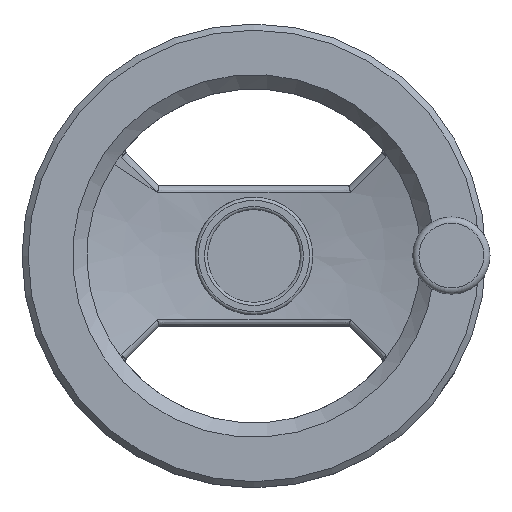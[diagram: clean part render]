
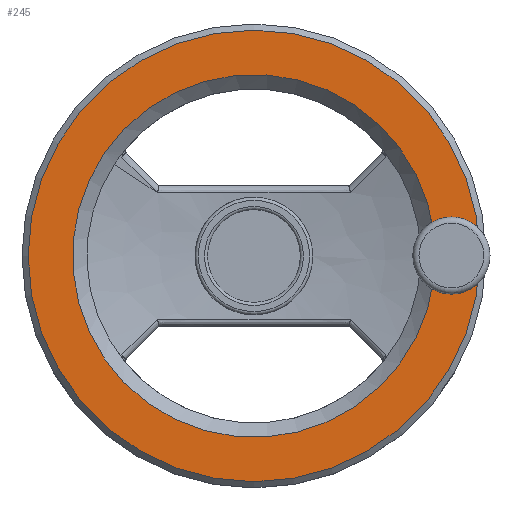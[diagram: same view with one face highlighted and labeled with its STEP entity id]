
A CAD part, top view. The second image highlights one B-rep face of the part: STEP entity #245.
In plain terms, the highlighted planar face has unit normal (0, 0, 1).
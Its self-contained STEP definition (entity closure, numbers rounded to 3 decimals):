
#245 = ADVANCED_FACE( '', ( #569, #570, #571 ), #572, .F. );
#569 = FACE_BOUND( '', #1800, .T. );
#570 = FACE_OUTER_BOUND( '', #1801, .T. );
#571 = FACE_BOUND( '', #1802, .T. );
#572 = PLANE( '', #1803 );
#1800 = EDGE_LOOP( '', ( #4017, #4018, #4019, #4020 ) );
#1801 = EDGE_LOOP( '', ( #4021 ) );
#1802 = EDGE_LOOP( '', ( #4022, #4023 ) );
#1803 = AXIS2_PLACEMENT_3D( '', #4024, #4025, #4026 );
#4017 = ORIENTED_EDGE( '', *, *, #4718, .T. );
#4018 = ORIENTED_EDGE( '', *, *, #4719, .T. );
#4019 = ORIENTED_EDGE( '', *, *, #4635, .T. );
#4020 = ORIENTED_EDGE( '', *, *, #4720, .T. );
#4021 = ORIENTED_EDGE( '', *, *, #4721, .T. );
#4022 = ORIENTED_EDGE( '', *, *, #4722, .F. );
#4023 = ORIENTED_EDGE( '', *, *, #4723, .T. );
#4024 = CARTESIAN_POINT( '', ( 0., 75., 33. ) );
#4025 = DIRECTION( '', ( 0., 0., -1. ) );
#4026 = DIRECTION( '', ( -1., 0., 0. ) );
#4635 = EDGE_CURVE( '', #5046, #5048, #5050, .T. );
#4718 = EDGE_CURVE( '', #5170, #5171, #5172, .T. );
#4719 = EDGE_CURVE( '', #5171, #5046, #5173, .T. );
#4720 = EDGE_CURVE( '', #5048, #5170, #5174, .T. );
#4721 = EDGE_CURVE( '', #5175, #5175, #5176, .F. );
#4722 = EDGE_CURVE( '', #5177, #5178, #5179, .T. );
#4723 = EDGE_CURVE( '', #5177, #5178, #5180, .F. );
#5046 = VERTEX_POINT( '', #6391 );
#5048 = VERTEX_POINT( '', #6396 );
#5050 = CIRCLE( '', #6401, 8.8 );
#5170 = VERTEX_POINT( '', #6858 );
#5171 = VERTEX_POINT( '', #6859 );
#5172 = CIRCLE( '', #6860, 8.8 );
#5173 = LINE( '', #6861, #6862 );
#5174 = LINE( '', #6863, #6864 );
#5175 = VERTEX_POINT( '', #6865 );
#5176 = CIRCLE( '', #6866, 73. );
#5177 = VERTEX_POINT( '', #6867 );
#5178 = VERTEX_POINT( '', #6868 );
#5179 = CIRCLE( '', #6869, 58.65 );
#5180 = CIRCLE( '', #6870, 9. );
#6391 = CARTESIAN_POINT( '', ( 61.762, -8.551, 33. ) );
#6396 = CARTESIAN_POINT( '', ( 55.856, 3.7, 33. ) );
#6401 = AXIS2_PLACEMENT_3D( '', #7802, #7803, #7804 );
#6858 = CARTESIAN_POINT( '', ( 65.919, 8.551, 33. ) );
#6859 = CARTESIAN_POINT( '', ( 71.825, -3.7, 33. ) );
#6860 = AXIS2_PLACEMENT_3D( '', #7886, #7887, #7888 );
#6861 = CARTESIAN_POINT( '', ( 61.698, -8.582, 33. ) );
#6862 = VECTOR( '', #7889, 1000. );
#6863 = CARTESIAN_POINT( '', ( 65.983, 8.582, 33. ) );
#6864 = VECTOR( '', #7890, 1000. );
#6865 = CARTESIAN_POINT( '', ( -73., 0., 33. ) );
#6866 = AXIS2_PLACEMENT_3D( '', #7891, #7892, #7893 );
#6867 = CARTESIAN_POINT( '', ( 58.227, 7.035, 33. ) );
#6868 = CARTESIAN_POINT( '', ( 58.227, -7.035, 33. ) );
#6869 = AXIS2_PLACEMENT_3D( '', #7894, #7895, #7896 );
#6870 = AXIS2_PLACEMENT_3D( '', #7897, #7898, #7899 );
#7802 = CARTESIAN_POINT( '', ( 63.84, 0., 33. ) );
#7803 = DIRECTION( '', ( 0., 0., -1. ) );
#7804 = DIRECTION( '', ( 0.901, 0.434, 0. ) );
#7886 = CARTESIAN_POINT( '', ( 63.84, 0., 33. ) );
#7887 = DIRECTION( '', ( 0., 0., -1. ) );
#7888 = DIRECTION( '', ( 0.901, 0.434, 0. ) );
#7889 = DIRECTION( '', ( -0.901, -0.434, 0. ) );
#7890 = DIRECTION( '', ( 0.901, 0.434, 0. ) );
#7891 = CARTESIAN_POINT( '', ( 0., 0., 33. ) );
#7892 = DIRECTION( '', ( 0., 0., -1. ) );
#7893 = DIRECTION( '', ( -1., 0., 0. ) );
#7894 = CARTESIAN_POINT( '', ( 0., 0., 33. ) );
#7895 = DIRECTION( '', ( 0., 0., 1. ) );
#7896 = DIRECTION( '', ( 1., 0., 0. ) );
#7897 = CARTESIAN_POINT( '', ( 63.84, 0., 33. ) );
#7898 = DIRECTION( '', ( 0., 0., -1. ) );
#7899 = DIRECTION( '', ( -1., 0., 0. ) );
